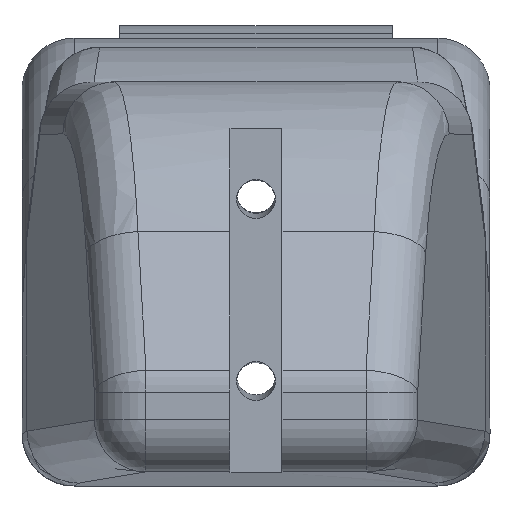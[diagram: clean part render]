
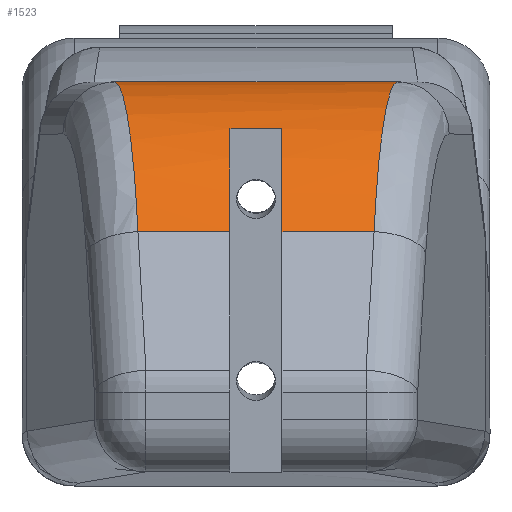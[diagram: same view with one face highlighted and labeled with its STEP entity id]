
A CAD part, top view. The second image highlights one B-rep face of the part: STEP entity #1523.
In plain terms, the highlighted cylindrical face has radius 10 mm (diameter 20 mm), a partial arc.
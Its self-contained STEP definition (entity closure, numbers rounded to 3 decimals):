
#503 = VERTEX_POINT ( 'NONE', #9564 ) ;
#510 = CARTESIAN_POINT ( 'NONE',  ( -4.542, 2.238, 156.305 ) ) ;
#819 = CARTESIAN_POINT ( 'NONE',  ( 5.442, 8.011, 147.241 ) ) ;
#825 = ORIENTED_EDGE ( 'NONE', *, *, #4656, .F. ) ;
#944 =( BOUNDED_CURVE ( )  B_SPLINE_CURVE ( 3, ( #1930, #10014, #3582, #819 ),
 .UNSPECIFIED., .F., .T. ) 
 B_SPLINE_CURVE_WITH_KNOTS ( ( 4, 4 ),
 ( 0.436, 1.571 ),
 .UNSPECIFIED. ) 
 CURVE ( )  GEOMETRIC_REPRESENTATION_ITEM ( )  RATIONAL_B_SPLINE_CURVE ( ( 1., 0.896, 0.896, 1. ) ) 
 REPRESENTATION_ITEM ( '' )  );
#957 = CARTESIAN_POINT ( 'NONE',  ( 1., 2.238, 156.305 ) ) ;
#958 = CARTESIAN_POINT ( 'NONE',  ( 9., 6.201, 152.98 ) ) ;
#960 = VECTOR ( 'NONE', #3693, 1000. ) ;
#988 = CARTESIAN_POINT ( 'NONE',  ( 9., 2.238, 156.305 ) ) ;
#1137 = ORIENTED_EDGE ( 'NONE', *, *, #1875, .F. ) ;
#1148 = DIRECTION ( 'NONE',  ( 1., 0., 0. ) ) ;
#1255 = VERTEX_POINT ( 'NONE', #8077 ) ;
#1453 = CARTESIAN_POINT ( 'NONE',  ( -4.71, 5.862, 154.614 ) ) ;
#1514 = VECTOR ( 'NONE', #11395, 1000. ) ;
#1523 = ADVANCED_FACE ( 'NONE', ( #2502 ), #6099, .T. ) ;
#1815 = VERTEX_POINT ( 'NONE', #957 ) ;
#1875 = EDGE_CURVE ( 'NONE', #503, #11206, #9924, .T. ) ;
#1930 = CARTESIAN_POINT ( 'NONE',  ( 4.542, 2.238, 156.305 ) ) ;
#2019 = CARTESIAN_POINT ( 'NONE',  ( 1., -1.989, 147.241 ) ) ;
#2025 = EDGE_LOOP ( 'NONE', ( #825, #7003, #2564, #11158, #6134, #8050, #3807, #1137 ) ) ;
#2052 = EDGE_CURVE ( 'NONE', #6150, #10050, #9675, .T. ) ;
#2502 = FACE_OUTER_BOUND ( 'NONE', #2025, .T. ) ;
#2564 = ORIENTED_EDGE ( 'NONE', *, *, #6385, .T. ) ;
#2862 = EDGE_CURVE ( 'NONE', #3914, #1815, #5404, .T. ) ;
#3017 = CARTESIAN_POINT ( 'NONE',  ( -1., 6.201, 152.98 ) ) ;
#3582 = CARTESIAN_POINT ( 'NONE',  ( 5.045, 8.011, 151.241 ) ) ;
#3693 = DIRECTION ( 'NONE',  ( -1., 0., 0. ) ) ;
#3807 = ORIENTED_EDGE ( 'NONE', *, *, #11201, .T. ) ;
#3914 = VERTEX_POINT ( 'NONE', #7070 ) ;
#4555 = DIRECTION ( 'NONE',  ( 1., 0., 0. ) ) ;
#4656 = EDGE_CURVE ( 'NONE', #8835, #503, #8158, .T. ) ;
#4746 = DIRECTION ( 'NONE',  ( 0., 0., -1. ) ) ;
#4964 = CARTESIAN_POINT ( 'NONE',  ( -1., -1.989, 147.241 ) ) ;
#5158 = CARTESIAN_POINT ( 'NONE',  ( -5.442, 8.011, 147.241 ) ) ;
#5404 = LINE ( 'NONE', #988, #960 ) ;
#5513 = CARTESIAN_POINT ( 'NONE',  ( -5.442, 8.011, 147.241 ) ) ;
#5563 = DIRECTION ( 'NONE',  ( -1., 0., 0. ) ) ;
#5747 = EDGE_CURVE ( 'NONE', #3914, #6150, #944, .T. ) ;
#5993 =( BOUNDED_CURVE ( )  B_SPLINE_CURVE ( 3, ( #5158, #8758, #1453, #510 ),
 .UNSPECIFIED., .F., .T. ) 
 B_SPLINE_CURVE_WITH_KNOTS ( ( 4, 4 ),
 ( 1.571, 2.705 ),
 .UNSPECIFIED. ) 
 CURVE ( )  GEOMETRIC_REPRESENTATION_ITEM ( )  RATIONAL_B_SPLINE_CURVE ( ( 1., 0.896, 0.896, 1. ) ) 
 REPRESENTATION_ITEM ( '' )  );
#6099 = CYLINDRICAL_SURFACE ( 'NONE', #8095, 10. ) ;
#6134 = ORIENTED_EDGE ( 'NONE', *, *, #5747, .T. ) ;
#6150 = VERTEX_POINT ( 'NONE', #7224 ) ;
#6385 = EDGE_CURVE ( 'NONE', #1255, #1815, #6816, .T. ) ;
#6429 = CARTESIAN_POINT ( 'NONE',  ( 9., 2.238, 156.305 ) ) ;
#6622 = AXIS2_PLACEMENT_3D ( 'NONE', #2019, #1148, #4746 ) ;
#6816 = CIRCLE ( 'NONE', #6622, 10. ) ;
#7003 = ORIENTED_EDGE ( 'NONE', *, *, #9461, .T. ) ;
#7070 = CARTESIAN_POINT ( 'NONE',  ( 4.542, 2.238, 156.305 ) ) ;
#7224 = CARTESIAN_POINT ( 'NONE',  ( 5.442, 8.011, 147.241 ) ) ;
#7310 = VECTOR ( 'NONE', #4555, 1000. ) ;
#7335 = CARTESIAN_POINT ( 'NONE',  ( 9., -1.989, 147.241 ) ) ;
#7704 = CARTESIAN_POINT ( 'NONE',  ( -4.542, 2.238, 156.305 ) ) ;
#8050 = ORIENTED_EDGE ( 'NONE', *, *, #2052, .T. ) ;
#8077 = CARTESIAN_POINT ( 'NONE',  ( 1., 6.201, 152.98 ) ) ;
#8095 = AXIS2_PLACEMENT_3D ( 'NONE', #7335, #5563, #8285 ) ;
#8158 = CIRCLE ( 'NONE', #10588, 10. ) ;
#8285 = DIRECTION ( 'NONE',  ( 0., 0., 1. ) ) ;
#8758 = CARTESIAN_POINT ( 'NONE',  ( -5.045, 8.011, 151.241 ) ) ;
#8835 = VERTEX_POINT ( 'NONE', #3017 ) ;
#9426 = VECTOR ( 'NONE', #11044, 1000. ) ;
#9461 = EDGE_CURVE ( 'NONE', #8835, #1255, #9982, .T. ) ;
#9505 = DIRECTION ( 'NONE',  ( 1., 0., 0. ) ) ;
#9564 = CARTESIAN_POINT ( 'NONE',  ( -1., 2.238, 156.305 ) ) ;
#9675 = LINE ( 'NONE', #10491, #1514 ) ;
#9924 = LINE ( 'NONE', #6429, #9426 ) ;
#9982 = LINE ( 'NONE', #958, #7310 ) ;
#10014 = CARTESIAN_POINT ( 'NONE',  ( 4.71, 5.862, 154.614 ) ) ;
#10050 = VERTEX_POINT ( 'NONE', #5513 ) ;
#10274 = DIRECTION ( 'NONE',  ( 0., 0., -1. ) ) ;
#10491 = CARTESIAN_POINT ( 'NONE',  ( 9., 8.011, 147.241 ) ) ;
#10588 = AXIS2_PLACEMENT_3D ( 'NONE', #4964, #9505, #10274 ) ;
#11044 = DIRECTION ( 'NONE',  ( -1., 0., 0. ) ) ;
#11158 = ORIENTED_EDGE ( 'NONE', *, *, #2862, .F. ) ;
#11201 = EDGE_CURVE ( 'NONE', #10050, #11206, #5993, .T. ) ;
#11206 = VERTEX_POINT ( 'NONE', #7704 ) ;
#11395 = DIRECTION ( 'NONE',  ( -1., 0., 0. ) ) ;
